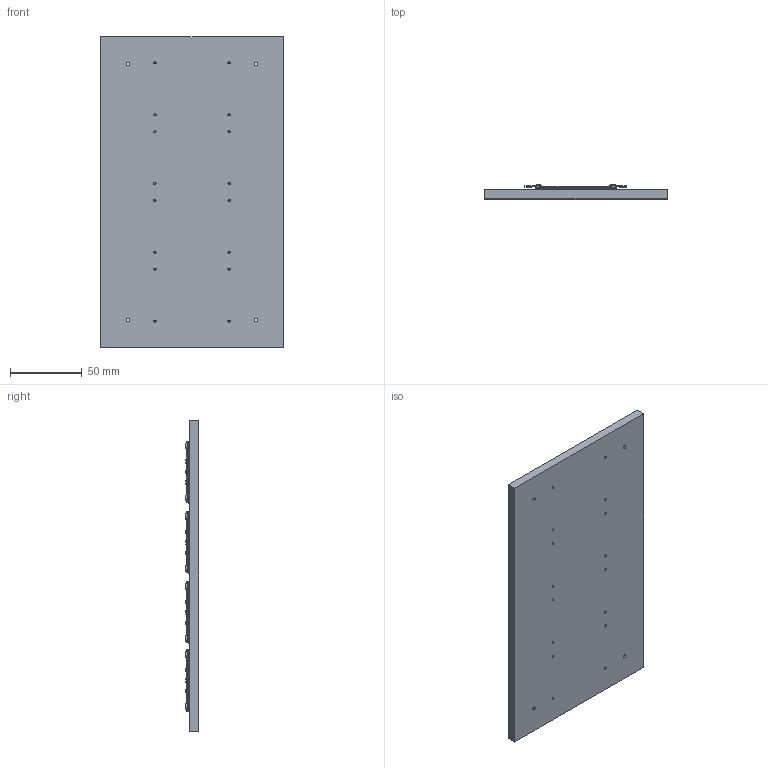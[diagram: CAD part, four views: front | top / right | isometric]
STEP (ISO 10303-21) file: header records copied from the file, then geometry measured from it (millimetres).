
FILE_DESCRIPTION(/* description */ (''),/* implementation_level */ '2;1');
FILE_NAME(/* name */ 'Assembly Plate Assembly.stp',/* time_stamp */ '2021-02-10T13:25:27-06:00',/* author */ ('caleb'),/* organization */ (''),/* preprocessor_version */ 'ST-DEVELOPER v17.2',/* originating_system */ 'Autodesk Inventor 2019',/* authorisation */ '');
FILE_SCHEMA (('AUTOMOTIVE_DESIGN { 1 0 10303 214 3 1 1 }'));
Length unit declared in the file: inch
Products named in the file (18): Assembly Plate Assembly; Assembly Plate; F10110887--_1-MODULE_ CMS2 ETL_ FULL DBL-SENSOR MOUNTED ASSY; F10109314--_1-MODULE_ CMS2 ETL_ FULL DBL-SENSOR ASSY_MODELNX-ARRAGMNT
FULL MODULE; F10109316--_1-MODULE_ CMS2 ETL_ ALN SUBSTRATE; F10109315--_1-LAYOUT_ CMS2 ETL MODULE CONCEPT_ SEP-2018 SENSOR SUBASS
Y_MODEL; F10112318--_1-MODULE_ CMS2 ETL_ PIXEL SENSOR 1X2; F10112320--_1-MODULE_ CMS2 ETL_ PIXEL SENSOR UNDERFILL; F10112319--_1-MODULE_ CMS2 ETL_ PIXEL SENSOR READOUT CHIP; F10112322--_1-MODULE_ CMS2 ETL_ READOUT CHIP MOUNTING FILM; F10110888--_1-MODULE_ CMS2 ETL_ SUBSTRATE MOUNTING THERMAL PAD; F10109317--_1-MODULE_ CMS2 ETL_ FLEX CIRCUIT; F10112323--_1-MODULE_ CMS2 ETL_ FLEX CIRCUIT MOUNTING FILM; F10112938--_1-MODULE_ CMS2 ETL_ SENSOR COVER PLT; F10110221--_1-MODULE_ CMS2 ETL_ FLEX CIRCUIT WIREBONDS; F10116301--_1-MODULE_ CMS2 ETL_ SENSOR COVER PLT ADHESIVE; F10109326--_1-WASHER_ BELLEVILLE_ .093IDx.187ODx.01THK_ 17-7 PH STAIN
LESS STEEL; FC0041908--_1-SHCS_M2x.4x5LGxFT_SS316L_ROLLED_EP
Assembly tree (33 placements, depth 5):
  Assembly Plate Assembly
    Assembly Plate
    F10110887--_1-MODULE_ CMS2 ETL_ FULL DBL-SENSOR MOUNTED ASSY  x4
      F10109314--_1-MODULE_ CMS2 ETL_ FULL DBL-SENSOR ASSY_MODELNX-ARRAGMNT
FULL MODULE
        F10109317--_1-MODULE_ CMS2 ETL_ FLEX CIRCUIT  x2
        F10109316--_1-MODULE_ CMS2 ETL_ ALN SUBSTRATE
        F10109315--_1-LAYOUT_ CMS2 ETL MODULE CONCEPT_ SEP-2018 SENSOR SUBASS
Y_MODEL  x2
          F10112318--_1-MODULE_ CMS2 ETL_ PIXEL SENSOR 1X2
          F10112320--_1-MODULE_ CMS2 ETL_ PIXEL SENSOR UNDERFILL
          F10112319--_1-MODULE_ CMS2 ETL_ PIXEL SENSOR READOUT CHIP
        F10110221--_1-MODULE_ CMS2 ETL_ FLEX CIRCUIT WIREBONDS  x2
        F10112322--_1-MODULE_ CMS2 ETL_ READOUT CHIP MOUNTING FILM
        F10112323--_1-MODULE_ CMS2 ETL_ FLEX CIRCUIT MOUNTING FILM  x2
        F10110888--_1-MODULE_ CMS2 ETL_ SUBSTRATE MOUNTING THERMAL PAD
        F10112938--_1-MODULE_ CMS2 ETL_ SENSOR COVER PLT  x2
        F10116301--_1-MODULE_ CMS2 ETL_ SENSOR COVER PLT ADHESIVE  x2
      F10109326--_1-WASHER_ BELLEVILLE_ .093IDx.187ODx.01THK_ 17-7 PH STAIN
LESS STEEL
      FC0041908--_1-SHCS_M2x.4x5LGxFT_SS316L_ROLLED_EP
Bounding box: 127 x 9.64 x 215.9 mm (x, y, z)
Volume: 194717 mm3; surface area: 199978.9 mm2
Topology: 165 solids, 189 shells, 2442 faces, 6024 edges, 3992 vertices
Faces by surface type: plane 1814, cylinder 512, cone 116
Full cylindrical faces by diameter (mm): 0.1 x4, 1.575 x16, 2 x16, 2.362 x16, 2.464 x4, 2.5 x16, 3.8 x16, 4.75 x16
Entity records: 10920 total; most frequent: CARTESIAN_POINT 1985, DIRECTION 1719, ORIENTED_EDGE 1646, EDGE_CURVE 829, LINE 617, VECTOR 617, VERTEX_POINT 559, AXIS2_PLACEMENT_3D 551
